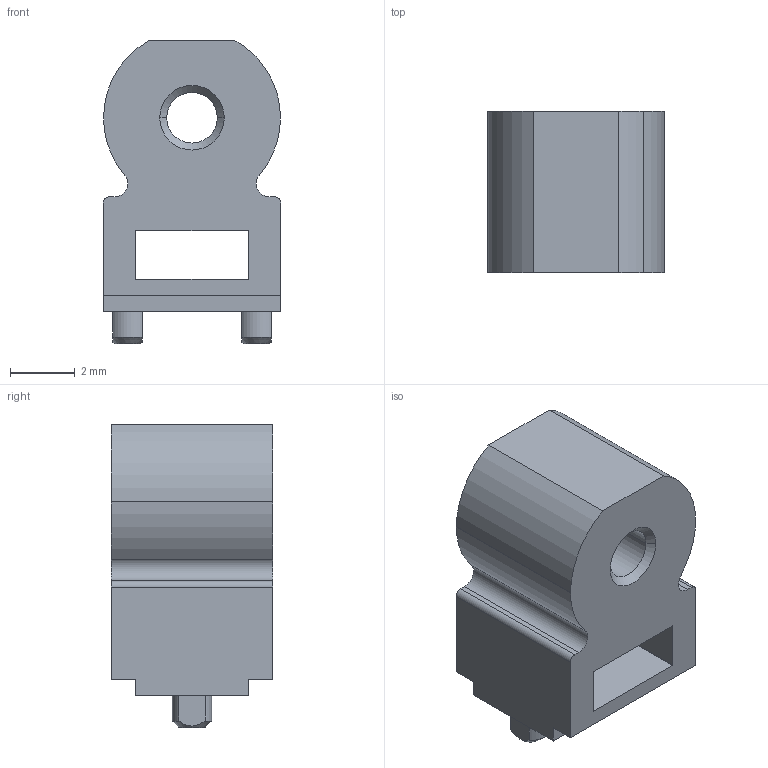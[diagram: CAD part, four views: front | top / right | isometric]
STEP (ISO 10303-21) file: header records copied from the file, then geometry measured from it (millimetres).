
FILE_DESCRIPTION(('starvars output'),'2;1');
FILE_NAME('cv20210412183919000024208.stp','18:39:19 2021/04/12',( 'Thomas Industrial Network Germany GmbH'),( 'Thomas Industrial Network Germany GmbH'),'unknown preprocess','ACIS' ,'unknown authorization');
FILE_SCHEMA(('AUTOMOTIVE_DESIGN_CC2 {UNKNOWN IMPLEMENTATION LEVEL}'));
Length unit declared in the file: millimetre
Products named in the file (1): PRODUCT_ID_1
Bounding box: 5.5 x 5 x 9.4 mm (x, y, z)
Volume: 174 mm3; surface area: 286 mm2
Topology: 1 solids, 1 shells, 53 faces, 143 edges, 94 vertices
Faces by surface type: cylinder 23, plane 22, cone 8
Entity records: 2011 total; most frequent: ORIENTED_EDGE 286, CARTESIAN_POINT 271, DIRECTION 225, EDGE_CURVE 143, VERTEX_POINT 94, VECTOR 81, LINE 81, AXIS2_PLACEMENT_3D 72
